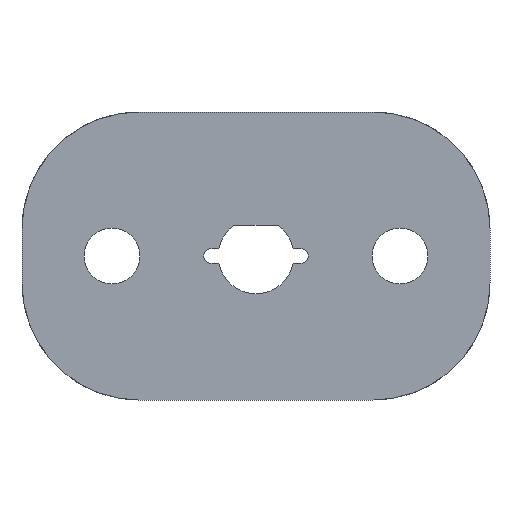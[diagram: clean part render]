
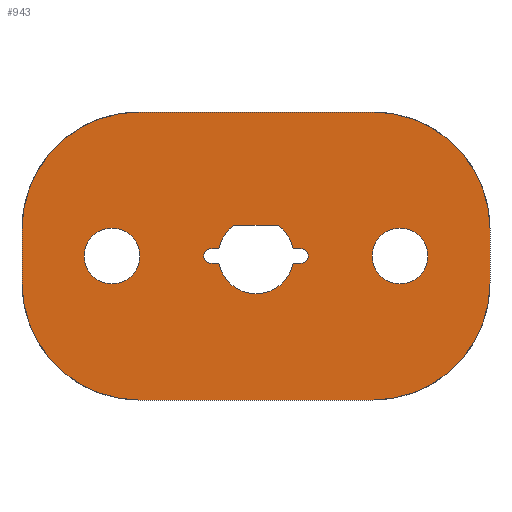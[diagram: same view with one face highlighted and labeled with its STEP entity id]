
A CAD part, front view. The second image highlights one B-rep face of the part: STEP entity #943.
In plain terms, the highlighted planar face has unit normal (0, -1, 0).
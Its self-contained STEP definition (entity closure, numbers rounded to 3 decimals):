
#35=FACE_BOUND('',#145,.T.);
#36=FACE_BOUND('',#146,.T.);
#37=FACE_BOUND('',#147,.T.);
#46=CIRCLE('',#1017,1.55);
#47=CIRCLE('',#1019,1.55);
#52=CIRCLE('',#1032,2.1);
#53=CIRCLE('',#1034,6.5);
#54=CIRCLE('',#1038,6.5);
#55=CIRCLE('',#1039,6.5);
#56=CIRCLE('',#1040,6.5);
#57=CIRCLE('',#1041,0.4);
#58=CIRCLE('',#1042,2.1);
#59=CIRCLE('',#1043,0.4);
#60=CIRCLE('',#1044,2.1);
#91=FACE_OUTER_BOUND('',#144,.T.);
#144=EDGE_LOOP('',(#777,#778,#779,#780,#781,#782,#783,#784));
#145=EDGE_LOOP('',(#785));
#146=EDGE_LOOP('',(#786));
#147=EDGE_LOOP('',(#787,#788,#789,#790,#791,#792,#793,#794,#795,#796));
#237=LINE('',#1548,#334);
#239=LINE('',#1552,#336);
#240=LINE('',#1556,#337);
#241=LINE('',#1560,#338);
#242=LINE('',#1563,#339);
#243=LINE('',#1567,#340);
#244=LINE('',#1571,#341);
#245=LINE('',#1575,#342);
#246=LINE('',#1578,#343);
#334=VECTOR('',#1259,10.);
#336=VECTOR('',#1263,10.);
#337=VECTOR('',#1266,10.);
#338=VECTOR('',#1269,10.);
#339=VECTOR('',#1272,10.);
#340=VECTOR('',#1275,10.);
#341=VECTOR('',#1278,10.);
#342=VECTOR('',#1281,10.);
#343=VECTOR('',#1284,10.);
#435=VERTEX_POINT('',#1489);
#436=VERTEX_POINT('',#1493);
#447=VERTEX_POINT('',#1531);
#448=VERTEX_POINT('',#1533);
#449=VERTEX_POINT('',#1537);
#450=VERTEX_POINT('',#1539);
#452=VERTEX_POINT('',#1547);
#453=VERTEX_POINT('',#1551);
#454=VERTEX_POINT('',#1553);
#455=VERTEX_POINT('',#1555);
#456=VERTEX_POINT('',#1557);
#457=VERTEX_POINT('',#1559);
#458=VERTEX_POINT('',#1562);
#459=VERTEX_POINT('',#1564);
#460=VERTEX_POINT('',#1566);
#461=VERTEX_POINT('',#1568);
#462=VERTEX_POINT('',#1570);
#463=VERTEX_POINT('',#1572);
#464=VERTEX_POINT('',#1574);
#465=VERTEX_POINT('',#1576);
#541=EDGE_CURVE('',#435,#435,#46,.T.);
#543=EDGE_CURVE('',#436,#436,#47,.T.);
#563=EDGE_CURVE('',#447,#448,#52,.T.);
#566=EDGE_CURVE('',#449,#450,#53,.T.);
#570=EDGE_CURVE('',#452,#450,#237,.T.);
#572=EDGE_CURVE('',#449,#453,#239,.T.);
#573=EDGE_CURVE('',#454,#453,#54,.T.);
#574=EDGE_CURVE('',#454,#455,#240,.T.);
#575=EDGE_CURVE('',#456,#455,#55,.T.);
#576=EDGE_CURVE('',#456,#457,#241,.T.);
#577=EDGE_CURVE('',#452,#457,#56,.T.);
#578=EDGE_CURVE('',#458,#447,#242,.T.);
#579=EDGE_CURVE('',#459,#458,#57,.T.);
#580=EDGE_CURVE('',#460,#459,#243,.T.);
#581=EDGE_CURVE('',#461,#460,#58,.T.);
#582=EDGE_CURVE('',#462,#461,#244,.T.);
#583=EDGE_CURVE('',#463,#462,#59,.T.);
#584=EDGE_CURVE('',#464,#463,#245,.T.);
#585=EDGE_CURVE('',#465,#464,#60,.T.);
#586=EDGE_CURVE('',#448,#465,#246,.T.);
#777=ORIENTED_EDGE('',*,*,#566,.F.);
#778=ORIENTED_EDGE('',*,*,#572,.T.);
#779=ORIENTED_EDGE('',*,*,#573,.F.);
#780=ORIENTED_EDGE('',*,*,#574,.T.);
#781=ORIENTED_EDGE('',*,*,#575,.F.);
#782=ORIENTED_EDGE('',*,*,#576,.T.);
#783=ORIENTED_EDGE('',*,*,#577,.F.);
#784=ORIENTED_EDGE('',*,*,#570,.T.);
#785=ORIENTED_EDGE('',*,*,#541,.T.);
#786=ORIENTED_EDGE('',*,*,#543,.T.);
#787=ORIENTED_EDGE('',*,*,#578,.F.);
#788=ORIENTED_EDGE('',*,*,#579,.F.);
#789=ORIENTED_EDGE('',*,*,#580,.F.);
#790=ORIENTED_EDGE('',*,*,#581,.F.);
#791=ORIENTED_EDGE('',*,*,#582,.F.);
#792=ORIENTED_EDGE('',*,*,#583,.F.);
#793=ORIENTED_EDGE('',*,*,#584,.F.);
#794=ORIENTED_EDGE('',*,*,#585,.F.);
#795=ORIENTED_EDGE('',*,*,#586,.F.);
#796=ORIENTED_EDGE('',*,*,#563,.F.);
#903=PLANE('',#1037);
#943=ADVANCED_FACE('',(#91,#35,#36,#37),#903,.F.);
#1017=AXIS2_PLACEMENT_3D('',#1490,#1198,#1199);
#1019=AXIS2_PLACEMENT_3D('',#1494,#1203,#1204);
#1032=AXIS2_PLACEMENT_3D('',#1534,#1244,#1245);
#1034=AXIS2_PLACEMENT_3D('',#1540,#1250,#1251);
#1037=AXIS2_PLACEMENT_3D('',#1550,#1261,#1262);
#1038=AXIS2_PLACEMENT_3D('',#1554,#1264,#1265);
#1039=AXIS2_PLACEMENT_3D('',#1558,#1267,#1268);
#1040=AXIS2_PLACEMENT_3D('',#1561,#1270,#1271);
#1041=AXIS2_PLACEMENT_3D('',#1565,#1273,#1274);
#1042=AXIS2_PLACEMENT_3D('',#1569,#1276,#1277);
#1043=AXIS2_PLACEMENT_3D('',#1573,#1279,#1280);
#1044=AXIS2_PLACEMENT_3D('',#1577,#1282,#1283);
#1198=DIRECTION('center_axis',(0.,1.,0.));
#1199=DIRECTION('ref_axis',(0.,0.,-1.));
#1203=DIRECTION('center_axis',(0.,1.,0.));
#1204=DIRECTION('ref_axis',(0.,0.,-1.));
#1244=DIRECTION('center_axis',(0.,-1.,0.));
#1245=DIRECTION('ref_axis',(0.583,0.,0.813));
#1250=DIRECTION('center_axis',(0.,1.,0.));
#1251=DIRECTION('ref_axis',(-0.707,0.,-0.707));
#1259=DIRECTION('',(0.,0.,-1.));
#1261=DIRECTION('center_axis',(0.,1.,0.));
#1262=DIRECTION('ref_axis',(1.,0.,0.));
#1263=DIRECTION('',(1.,0.,0.));
#1264=DIRECTION('center_axis',(0.,1.,0.));
#1265=DIRECTION('ref_axis',(0.707,0.,-0.707));
#1266=DIRECTION('',(0.,0.,1.));
#1267=DIRECTION('center_axis',(0.,1.,0.));
#1268=DIRECTION('ref_axis',(0.707,0.,0.707));
#1269=DIRECTION('',(-1.,0.,0.));
#1270=DIRECTION('center_axis',(0.,1.,0.));
#1271=DIRECTION('ref_axis',(-0.707,0.,0.707));
#1272=DIRECTION('',(-1.,0.,0.));
#1273=DIRECTION('center_axis',(0.,-1.,0.));
#1274=DIRECTION('ref_axis',(0.,0.,1.));
#1275=DIRECTION('',(1.,0.,0.));
#1276=DIRECTION('center_axis',(0.,-1.,0.));
#1277=DIRECTION('ref_axis',(0.583,0.,0.813));
#1278=DIRECTION('',(1.,0.,0.));
#1279=DIRECTION('center_axis',(0.,-1.,0.));
#1280=DIRECTION('ref_axis',(0.,0.,-1.));
#1281=DIRECTION('',(-1.,0.,0.));
#1282=DIRECTION('center_axis',(0.,-1.,0.));
#1283=DIRECTION('ref_axis',(-0.982,0.,0.19));
#1284=DIRECTION('',(-1.,0.,0.));
#1489=CARTESIAN_POINT('',(8.,0.,1.55));
#1490=CARTESIAN_POINT('Origin',(8.,0.,0.));
#1493=CARTESIAN_POINT('',(-8.,0.,1.55));
#1494=CARTESIAN_POINT('Origin',(-8.,0.,0.));
#1531=CARTESIAN_POINT('',(2.062,0.,0.4));
#1533=CARTESIAN_POINT('',(1.224,0.,1.706));
#1534=CARTESIAN_POINT('Origin',(0.,0.,0.));
#1537=CARTESIAN_POINT('',(-6.5,0.,-8.));
#1539=CARTESIAN_POINT('',(-13.,0.,-1.5));
#1540=CARTESIAN_POINT('Origin',(-6.5,0.,-1.5));
#1547=CARTESIAN_POINT('',(-13.,0.,1.5));
#1548=CARTESIAN_POINT('',(-13.,0.,8.));
#1550=CARTESIAN_POINT('Origin',(0.,0.,0.));
#1551=CARTESIAN_POINT('',(6.5,0.,-8.));
#1552=CARTESIAN_POINT('',(-13.,0.,-8.));
#1553=CARTESIAN_POINT('',(13.,0.,-1.5));
#1554=CARTESIAN_POINT('Origin',(6.5,0.,-1.5));
#1555=CARTESIAN_POINT('',(13.,0.,1.5));
#1556=CARTESIAN_POINT('',(13.,0.,-8.));
#1557=CARTESIAN_POINT('',(6.5,0.,8.));
#1558=CARTESIAN_POINT('Origin',(6.5,0.,1.5));
#1559=CARTESIAN_POINT('',(-6.5,0.,8.));
#1560=CARTESIAN_POINT('',(13.,0.,8.));
#1561=CARTESIAN_POINT('Origin',(-6.5,0.,1.5));
#1562=CARTESIAN_POINT('',(2.5,0.,0.4));
#1563=CARTESIAN_POINT('',(2.062,0.,0.4));
#1564=CARTESIAN_POINT('',(2.5,0.,-0.4));
#1565=CARTESIAN_POINT('Origin',(2.5,0.,0.));
#1566=CARTESIAN_POINT('',(2.062,0.,-0.4));
#1567=CARTESIAN_POINT('',(2.5,0.,-0.4));
#1568=CARTESIAN_POINT('',(-2.062,0.,-0.4));
#1569=CARTESIAN_POINT('Origin',(0.,0.,0.));
#1570=CARTESIAN_POINT('',(-2.5,0.,-0.4));
#1571=CARTESIAN_POINT('',(-2.062,0.,-0.4));
#1572=CARTESIAN_POINT('',(-2.5,0.,0.4));
#1573=CARTESIAN_POINT('Origin',(-2.5,0.,0.));
#1574=CARTESIAN_POINT('',(-2.062,0.,0.4));
#1575=CARTESIAN_POINT('',(-2.5,0.,0.4));
#1576=CARTESIAN_POINT('',(-1.224,0.,1.706));
#1577=CARTESIAN_POINT('Origin',(0.,0.,0.));
#1578=CARTESIAN_POINT('',(-1.224,0.,1.706));
